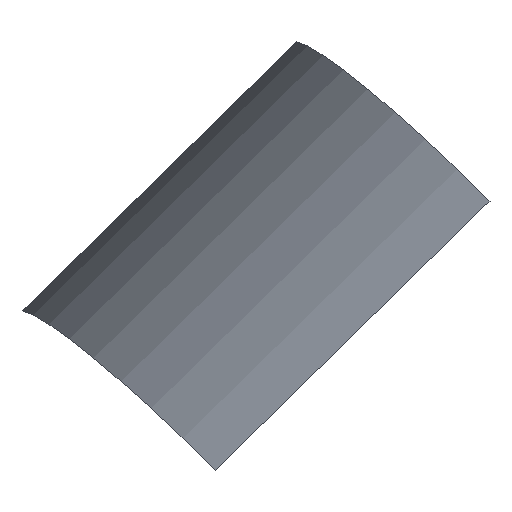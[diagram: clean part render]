
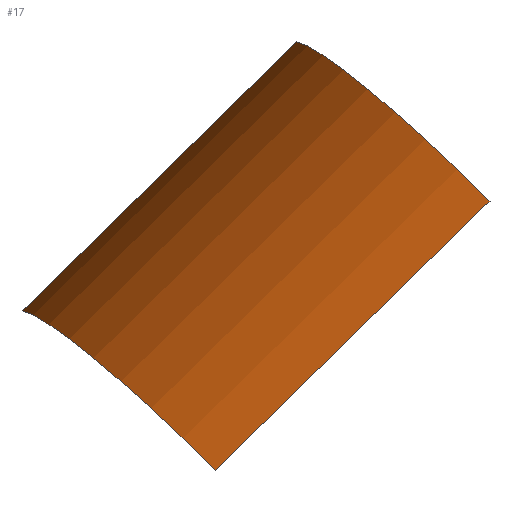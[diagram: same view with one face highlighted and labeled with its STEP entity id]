
A CAD part, top view. The second image highlights one B-rep face of the part: STEP entity #17.
In plain terms, the highlighted cylindrical face has radius 3 mm (diameter 5.999 mm), a partial arc.
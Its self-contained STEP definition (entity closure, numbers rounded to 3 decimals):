
#17 = ADVANCED_FACE('',(#18),#32,.F.);
#18 = FACE_BOUND('',#19,.F.);
#19 = EDGE_LOOP('',(#20,#65,#104,#142));
#20 = ORIENTED_EDGE('',*,*,#21,.T.);
#21 = EDGE_CURVE('',#22,#24,#26,.T.);
#22 = VERTEX_POINT('',#23);
#23 = CARTESIAN_POINT('',(-2.422,-0.57,1.036
    ));
#24 = VERTEX_POINT('',#25);
#25 = CARTESIAN_POINT('',(0.415,2.214,1.48)
  );
#26 = SURFACE_CURVE('',#27,(#31),.PCURVE_S1.);
#27 = LINE('',#28,#29);
#28 = CARTESIAN_POINT('',(-2.422,-0.57,1.036)
  );
#29 = VECTOR('',#30,1.);
#30 = DIRECTION('',(0.709,0.696,0.111));
#31 = PCURVE('',#32,#37);
#32 = CYLINDRICAL_SURFACE('',#33,3.);
#33 = AXIS2_PLACEMENT_3D('',#34,#35,#36);
#34 = CARTESIAN_POINT('',(1.039,-1.33,1.698)
  );
#35 = DIRECTION('',(0.709,0.696,0.111));
#36 = DIRECTION('',(-0.012,0.17,-0.985)
  );
#37 = DEFINITIONAL_REPRESENTATION('',(#38),#64);
#38 = B_SPLINE_CURVE_WITH_KNOTS('',3,(#39,#40,#41,#42,#43,#44,#45,#46,
    #47,#48,#49,#50,#51,#52,#53,#54,#55,#56,#57,#58,#59,#60,#61,#62,#63)
  ,.UNSPECIFIED.,.F.,.F.,(4,1,1,1,1,1,1,1,1,1,1,1,1,1,1,1,1,1,1,1,1,1,4)
  ,(0.,0.182,0.364,0.545,0.727,
    0.909,1.091,1.273,1.455,
    1.636,1.818,2.,2.182,
    2.364,2.545,2.727,2.909,
    3.091,3.273,3.455,3.636,
    3.818,4.),.QUASI_UNIFORM_KNOTS.);
#39 = CARTESIAN_POINT('',(1.293,-2.));
#40 = CARTESIAN_POINT('',(1.293,-1.939));
#41 = CARTESIAN_POINT('',(1.293,-1.818));
#42 = CARTESIAN_POINT('',(1.293,-1.636));
#43 = CARTESIAN_POINT('',(1.293,-1.455));
#44 = CARTESIAN_POINT('',(1.293,-1.273));
#45 = CARTESIAN_POINT('',(1.293,-1.091));
#46 = CARTESIAN_POINT('',(1.293,-0.909));
#47 = CARTESIAN_POINT('',(1.293,-0.727));
#48 = CARTESIAN_POINT('',(1.293,-0.545));
#49 = CARTESIAN_POINT('',(1.293,-0.364));
#50 = CARTESIAN_POINT('',(1.293,-0.182));
#51 = CARTESIAN_POINT('',(1.293,0.));
#52 = CARTESIAN_POINT('',(1.293,0.182));
#53 = CARTESIAN_POINT('',(1.293,0.364));
#54 = CARTESIAN_POINT('',(1.293,0.545));
#55 = CARTESIAN_POINT('',(1.293,0.727));
#56 = CARTESIAN_POINT('',(1.293,0.909));
#57 = CARTESIAN_POINT('',(1.293,1.091));
#58 = CARTESIAN_POINT('',(1.293,1.273));
#59 = CARTESIAN_POINT('',(1.293,1.455));
#60 = CARTESIAN_POINT('',(1.293,1.636));
#61 = CARTESIAN_POINT('',(1.293,1.818));
#62 = CARTESIAN_POINT('',(1.293,1.939));
#63 = CARTESIAN_POINT('',(1.293,2.));
#64 = ( GEOMETRIC_REPRESENTATION_CONTEXT(2) 
PARAMETRIC_REPRESENTATION_CONTEXT() REPRESENTATION_CONTEXT('2D SPACE',''
  ) );
#65 = ORIENTED_EDGE('',*,*,#66,.T.);
#66 = EDGE_CURVE('',#24,#67,#69,.T.);
#67 = VERTEX_POINT('',#68);
#68 = CARTESIAN_POINT('',(2.422,0.57,-1.036)
  );
#69 = SURFACE_CURVE('',#70,(#75),.PCURVE_S1.);
#70 = CIRCLE('',#71,3.);
#71 = AXIS2_PLACEMENT_3D('',#72,#73,#74);
#72 = CARTESIAN_POINT('',(2.458,0.062,
    1.92));
#73 = DIRECTION('',(-0.709,-0.696,-0.111));
#74 = DIRECTION('',(-0.681,0.717,-0.147));
#75 = PCURVE('',#32,#76);
#76 = DEFINITIONAL_REPRESENTATION('',(#77),#103);
#77 = B_SPLINE_CURVE_WITH_KNOTS('',3,(#78,#79,#80,#81,#82,#83,#84,#85,
    #86,#87,#88,#89,#90,#91,#92,#93,#94,#95,#96,#97,#98,#99,#100,#101,
    #102),.UNSPECIFIED.,.F.,.F.,(4,1,1,1,1,1,1,1,1,1,1,1,1,1,1,1,1,1,1,1
    ,1,1,4),(0.,0.059,0.118,0.176,
    0.235,0.294,0.353,0.411,
    0.47,0.529,0.588,0.646,
    0.705,0.764,0.823,0.881,
    0.94,0.999,1.058,1.116,
    1.175,1.234,1.293),.QUASI_UNIFORM_KNOTS.);
#78 = CARTESIAN_POINT('',(1.293,2.));
#79 = CARTESIAN_POINT('',(1.273,2.));
#80 = CARTESIAN_POINT('',(1.234,2.));
#81 = CARTESIAN_POINT('',(1.175,2.));
#82 = CARTESIAN_POINT('',(1.116,2.));
#83 = CARTESIAN_POINT('',(1.058,2.));
#84 = CARTESIAN_POINT('',(0.999,2.));
#85 = CARTESIAN_POINT('',(0.94,2.));
#86 = CARTESIAN_POINT('',(0.881,2.));
#87 = CARTESIAN_POINT('',(0.823,2.));
#88 = CARTESIAN_POINT('',(0.764,2.));
#89 = CARTESIAN_POINT('',(0.705,2.));
#90 = CARTESIAN_POINT('',(0.646,2.));
#91 = CARTESIAN_POINT('',(0.588,2.));
#92 = CARTESIAN_POINT('',(0.529,2.));
#93 = CARTESIAN_POINT('',(0.47,2.));
#94 = CARTESIAN_POINT('',(0.411,2.));
#95 = CARTESIAN_POINT('',(0.353,2.));
#96 = CARTESIAN_POINT('',(0.294,2.));
#97 = CARTESIAN_POINT('',(0.235,2.));
#98 = CARTESIAN_POINT('',(0.176,2.));
#99 = CARTESIAN_POINT('',(0.118,2.));
#100 = CARTESIAN_POINT('',(0.059,2.));
#101 = CARTESIAN_POINT('',(0.02,2.));
#102 = CARTESIAN_POINT('',(0.,2.));
#103 = ( GEOMETRIC_REPRESENTATION_CONTEXT(2) 
PARAMETRIC_REPRESENTATION_CONTEXT() REPRESENTATION_CONTEXT('2D SPACE',''
  ) );
#104 = ORIENTED_EDGE('',*,*,#105,.T.);
#105 = EDGE_CURVE('',#67,#106,#108,.T.);
#106 = VERTEX_POINT('',#107);
#107 = CARTESIAN_POINT('',(-0.415,-2.214,
    -1.48));
#108 = SURFACE_CURVE('',#109,(#113),.PCURVE_S1.);
#109 = LINE('',#110,#111);
#110 = CARTESIAN_POINT('',(2.422,0.57,-1.036
    ));
#111 = VECTOR('',#112,1.);
#112 = DIRECTION('',(-0.709,-0.696,-0.111));
#113 = PCURVE('',#32,#114);
#114 = DEFINITIONAL_REPRESENTATION('',(#115),#141);
#115 = B_SPLINE_CURVE_WITH_KNOTS('',3,(#116,#117,#118,#119,#120,#121,
    #122,#123,#124,#125,#126,#127,#128,#129,#130,#131,#132,#133,#134,
    #135,#136,#137,#138,#139,#140),.UNSPECIFIED.,.F.,.F.,(4,1,1,1,1,1,1,
    1,1,1,1,1,1,1,1,1,1,1,1,1,1,1,4),(-0.,0.182,0.364,
    0.545,0.727,0.909,1.091,
    1.273,1.455,1.636,1.818,
    2.,2.182,2.364,2.545,
    2.727,2.909,3.091,3.273,
    3.455,3.636,3.818,4.),
  .QUASI_UNIFORM_KNOTS.);
#116 = CARTESIAN_POINT('',(0.,2.));
#117 = CARTESIAN_POINT('',(0.,1.939));
#118 = CARTESIAN_POINT('',(0.,1.818));
#119 = CARTESIAN_POINT('',(0.,1.636));
#120 = CARTESIAN_POINT('',(0.,1.455));
#121 = CARTESIAN_POINT('',(0.,1.273));
#122 = CARTESIAN_POINT('',(0.,1.091));
#123 = CARTESIAN_POINT('',(0.,0.909));
#124 = CARTESIAN_POINT('',(0.,0.727));
#125 = CARTESIAN_POINT('',(0.,0.545));
#126 = CARTESIAN_POINT('',(0.,0.364));
#127 = CARTESIAN_POINT('',(0.,0.182));
#128 = CARTESIAN_POINT('',(0.,0.));
#129 = CARTESIAN_POINT('',(0.,-0.182));
#130 = CARTESIAN_POINT('',(0.,-0.364));
#131 = CARTESIAN_POINT('',(0.,-0.545));
#132 = CARTESIAN_POINT('',(0.,-0.727));
#133 = CARTESIAN_POINT('',(0.,-0.909));
#134 = CARTESIAN_POINT('',(0.,-1.091));
#135 = CARTESIAN_POINT('',(0.,-1.273));
#136 = CARTESIAN_POINT('',(0.,-1.455));
#137 = CARTESIAN_POINT('',(0.,-1.636));
#138 = CARTESIAN_POINT('',(0.,-1.818));
#139 = CARTESIAN_POINT('',(0.,-1.939));
#140 = CARTESIAN_POINT('',(0.,-2.));
#141 = ( GEOMETRIC_REPRESENTATION_CONTEXT(2) 
PARAMETRIC_REPRESENTATION_CONTEXT() REPRESENTATION_CONTEXT('2D SPACE',''
  ) );
#142 = ORIENTED_EDGE('',*,*,#143,.T.);
#143 = EDGE_CURVE('',#106,#22,#144,.T.);
#144 = SURFACE_CURVE('',#145,(#150),.PCURVE_S1.);
#145 = CIRCLE('',#146,3.);
#146 = AXIS2_PLACEMENT_3D('',#147,#148,#149);
#147 = CARTESIAN_POINT('',(-0.379,-2.722,
    1.476));
#148 = DIRECTION('',(0.709,0.696,0.111));
#149 = DIRECTION('',(-0.012,0.17,-0.985)
  );
#150 = PCURVE('',#32,#151);
#151 = DEFINITIONAL_REPRESENTATION('',(#152),#178);
#152 = B_SPLINE_CURVE_WITH_KNOTS('',3,(#153,#154,#155,#156,#157,#158,
    #159,#160,#161,#162,#163,#164,#165,#166,#167,#168,#169,#170,#171,
    #172,#173,#174,#175,#176,#177),.UNSPECIFIED.,.F.,.F.,(4,1,1,1,1,1,1,
    1,1,1,1,1,1,1,1,1,1,1,1,1,1,1,4),(0.,0.059,
    0.118,0.176,0.235,0.294,
    0.353,0.411,0.47,0.529,
    0.588,0.646,0.705,0.764,
    0.823,0.881,0.94,0.999,
    1.058,1.116,1.175,1.234,
    1.293),.QUASI_UNIFORM_KNOTS.);
#153 = CARTESIAN_POINT('',(0.,-2.));
#154 = CARTESIAN_POINT('',(0.02,-2.));
#155 = CARTESIAN_POINT('',(0.059,-2.));
#156 = CARTESIAN_POINT('',(0.118,-2.));
#157 = CARTESIAN_POINT('',(0.176,-2.));
#158 = CARTESIAN_POINT('',(0.235,-2.));
#159 = CARTESIAN_POINT('',(0.294,-2.));
#160 = CARTESIAN_POINT('',(0.353,-2.));
#161 = CARTESIAN_POINT('',(0.411,-2.));
#162 = CARTESIAN_POINT('',(0.47,-2.));
#163 = CARTESIAN_POINT('',(0.529,-2.));
#164 = CARTESIAN_POINT('',(0.588,-2.));
#165 = CARTESIAN_POINT('',(0.646,-2.));
#166 = CARTESIAN_POINT('',(0.705,-2.));
#167 = CARTESIAN_POINT('',(0.764,-2.));
#168 = CARTESIAN_POINT('',(0.823,-2.));
#169 = CARTESIAN_POINT('',(0.881,-2.));
#170 = CARTESIAN_POINT('',(0.94,-2.));
#171 = CARTESIAN_POINT('',(0.999,-2.));
#172 = CARTESIAN_POINT('',(1.058,-2.));
#173 = CARTESIAN_POINT('',(1.116,-2.));
#174 = CARTESIAN_POINT('',(1.175,-2.));
#175 = CARTESIAN_POINT('',(1.234,-2.));
#176 = CARTESIAN_POINT('',(1.273,-2.));
#177 = CARTESIAN_POINT('',(1.293,-2.));
#178 = ( GEOMETRIC_REPRESENTATION_CONTEXT(2) 
PARAMETRIC_REPRESENTATION_CONTEXT() REPRESENTATION_CONTEXT('2D SPACE',''
  ) );
